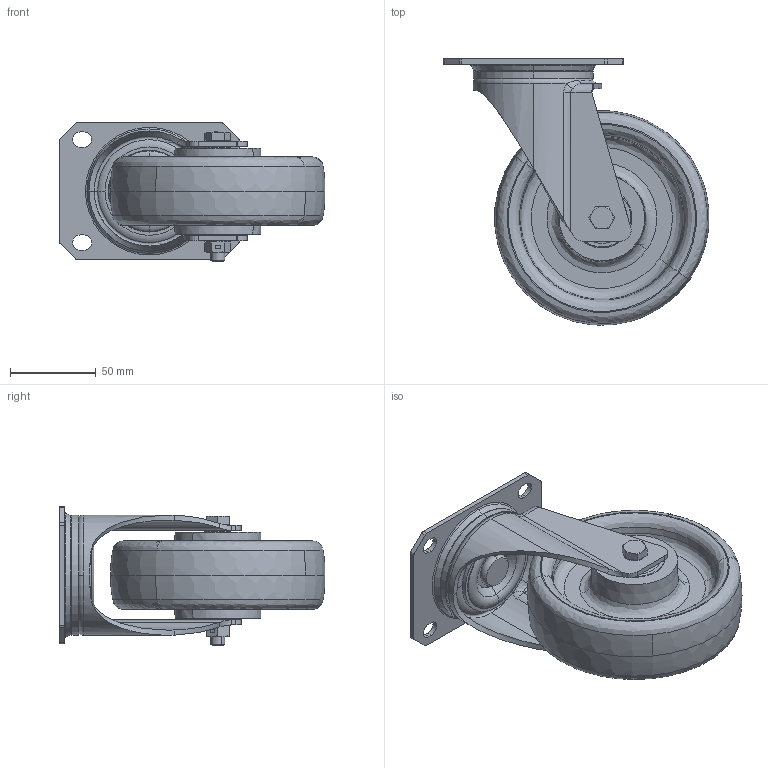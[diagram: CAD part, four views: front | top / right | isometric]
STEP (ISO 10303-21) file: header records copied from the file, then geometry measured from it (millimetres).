
FILE_DESCRIPTION (( 'STEP AP214' ), '1' );
FILE_NAME ('0056033.step', '2023-07-26T06:52:56', ( '' ), ( '' ), 'SwSTEP 2.0', 'SolidWorks 2020', '' );
FILE_SCHEMA (( 'AUTOMOTIVE_DESIGN' ));
Length unit declared in the file: millimetre
Products named in the file (1): 0056033
Bounding box: 154.87 x 154.87 x 81 mm (x, y, z)
Volume: 409873 mm3; surface area: 134131.1 mm2
Topology: 18 solids, 18 shells, 455 faces, 992 edges, 597 vertices
Faces by surface type: cylinder 133, plane 118, torus 108, cone 60, bspline 36
Entity records: 20494 total; most frequent: CARTESIAN_POINT 5131, DIRECTION 2305, ORIENTED_EDGE 1984, AXIS2_PLACEMENT_3D 1003, EDGE_CURVE 992, VERTEX_POINT 597, CIRCLE 583, EDGE_LOOP 523
